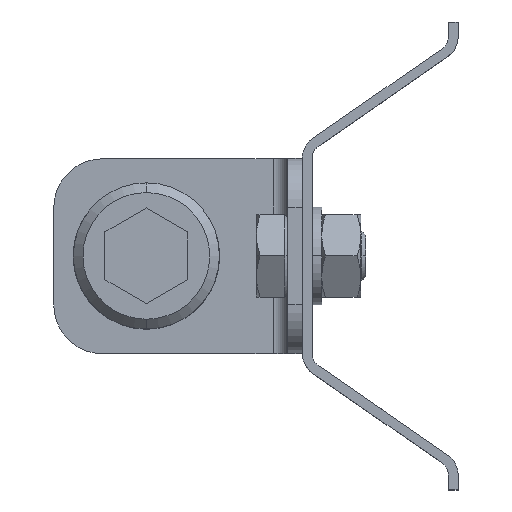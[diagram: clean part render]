
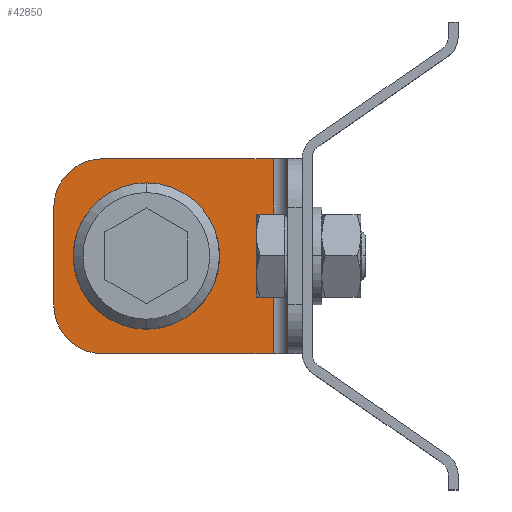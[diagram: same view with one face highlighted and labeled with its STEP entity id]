
A CAD part, top view. The second image highlights one B-rep face of the part: STEP entity #42850.
In plain terms, the highlighted face is planar.
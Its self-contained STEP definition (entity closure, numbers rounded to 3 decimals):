
#42130=CARTESIAN_POINT('',(111.417,-845.15,38.));
#42140=DIRECTION('',(0.,0.,1.));
#42150=DIRECTION('',(1.,0.,0.));
#42160=AXIS2_PLACEMENT_3D('',#42130,#42140,#42150);
#42170=PLANE('',#42160);
#42180=CARTESIAN_POINT('',(76.249,-836.133,38.));
#42190=DIRECTION('',(0.,0.,1.));
#42200=DIRECTION('',(1.,0.,0.));
#42210=AXIS2_PLACEMENT_3D('',#42180,#42190,#42200);
#42220=CIRCLE('',#42210,5.25);
#42230=CARTESIAN_POINT('',(81.499,-836.133,38.));
#42240=VERTEX_POINT('',#42230);
#42250=CARTESIAN_POINT('',(70.999,-836.133,38.));
#42260=VERTEX_POINT('',#42250);
#42270=EDGE_CURVE('',#42240,#42260,#42220,.T.);
#42280=ORIENTED_EDGE('',*,*,#42270,.T.);
#42290=EDGE_CURVE('',#42260,#42240,#42220,.T.);
#42300=ORIENTED_EDGE('',*,*,#42290,.T.);
#42310=EDGE_LOOP('',(#42300,#42280));
#42320=FACE_BOUND('',#42310,.T.);
#42330=CARTESIAN_POINT('',(67.249,-826.133,38.));
#42340=DIRECTION('',(0.,0.,1.));
#42350=DIRECTION('',(1.,0.,0.));
#42360=AXIS2_PLACEMENT_3D('',#42330,#42340,#42350);
#42370=CIRCLE('',#42360,10.);
#42380=CARTESIAN_POINT('',(67.249,-816.133,38.));
#42390=VERTEX_POINT('',#42380);
#42400=CARTESIAN_POINT('',(57.249,-826.133,38.));
#42410=VERTEX_POINT('',#42400);
#42420=EDGE_CURVE('',#42390,#42410,#42370,.T.);
#42430=ORIENTED_EDGE('',*,*,#42420,.F.);
#42440=CARTESIAN_POINT('',(57.249,-845.15,38.));
#42450=DIRECTION('',(0.,1.,0.));
#42460=VECTOR('',#42450,1.);
#42470=LINE('',#42440,#42460);
#42480=CARTESIAN_POINT('',(57.249,-846.133,38.));
#42490=VERTEX_POINT('',#42480);
#42500=EDGE_CURVE('',#42490,#42410,#42470,.T.);
#42510=ORIENTED_EDGE('',*,*,#42500,.T.);
#42520=CARTESIAN_POINT('',(67.249,-846.133,38.));
#42530=DIRECTION('',(0.,0.,1.));
#42540=DIRECTION('',(1.,0.,0.));
#42550=AXIS2_PLACEMENT_3D('',#42520,#42530,#42540);
#42560=CIRCLE('',#42550,10.);
#42570=CARTESIAN_POINT('',(67.249,-856.133,38.));
#42580=VERTEX_POINT('',#42570);
#42590=EDGE_CURVE('',#42490,#42580,#42560,.T.);
#42600=ORIENTED_EDGE('',*,*,#42590,.F.);
#42610=CARTESIAN_POINT('',(111.417,-856.133,38.));
#42620=DIRECTION('',(-1.,0.,0.));
#42630=VECTOR('',#42620,1.);
#42640=LINE('',#42610,#42630);
#42650=CARTESIAN_POINT('',(102.249,-856.133,38.));
#42660=VERTEX_POINT('',#42650);
#42670=EDGE_CURVE('',#42660,#42580,#42640,.T.);
#42680=ORIENTED_EDGE('',*,*,#42670,.T.);
#42690=CARTESIAN_POINT('',(102.249,-845.15,38.));
#42700=DIRECTION('',(0.,-1.,0.));
#42710=VECTOR('',#42700,1.);
#42720=LINE('',#42690,#42710);
#42730=CARTESIAN_POINT('',(102.249,-816.133,38.));
#42740=VERTEX_POINT('',#42730);
#42750=EDGE_CURVE('',#42740,#42660,#42720,.T.);
#42760=ORIENTED_EDGE('',*,*,#42750,.T.);
#42770=CARTESIAN_POINT('',(111.417,-816.133,38.));
#42780=DIRECTION('',(1.,0.,0.));
#42790=VECTOR('',#42780,1.);
#42800=LINE('',#42770,#42790);
#42810=EDGE_CURVE('',#42390,#42740,#42800,.T.);
#42820=ORIENTED_EDGE('',*,*,#42810,.T.);
#42830=EDGE_LOOP('',(#42820,#42760,#42680,#42600,#42510,#42430));
#42840=FACE_OUTER_BOUND('',#42830,.T.);
#42850=ADVANCED_FACE('',(#42320,#42840),#42170,.F.);
